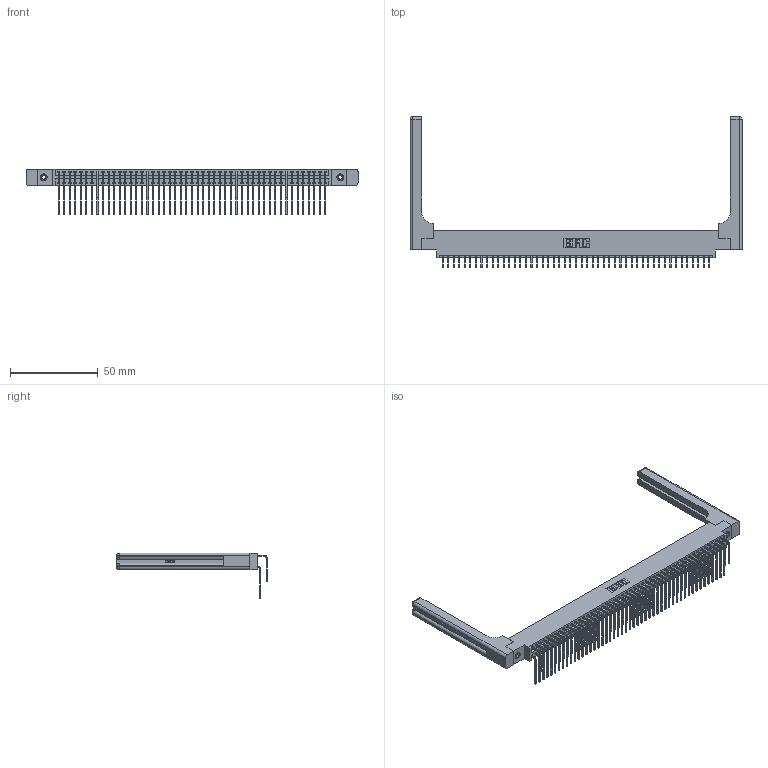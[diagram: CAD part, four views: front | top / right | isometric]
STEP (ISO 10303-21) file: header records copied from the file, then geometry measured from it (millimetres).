
FILE_DESCRIPTION (( 'STEP AP203' ), '1' );
FILE_NAME ('396-098-559-858.STEP', '2019-11-03T15:54:39', ( '' ), ( '' ), 'SwSTEP 2.0', 'SolidWorks 2016', '' );
FILE_SCHEMA (( 'CONFIG_CONTROL_DESIGN' ));
Length unit declared in the file: inch
Products named in the file (6): 346-220-058_345-220-058; 396-098-559-858; 345-250-001_345-250-001-102; 345-292-001_558 559 Tail - 1; 345-292-001_559 Tail - 2; 346 Part_0.170 Offset - 0.156 Dia-TH
Assembly tree (103 placements, depth 2):
  396-098-559-858
    346 Part_0.170 Offset - 0.156 Dia-TH
    345-292-001_558 559 Tail - 1  x49
    345-292-001_559 Tail - 2  x49
    345-250-001_345-250-001-102  x2
    346-220-058_345-220-058  x2
Bounding box: 189.64 x 86.17 x 26.16 mm (x, y, z)
Volume: 26451.2 mm3; surface area: 34032.2 mm2
Topology: 103 solids, 103 shells, 5674 faces, 16785 edges, 11038 vertices
Faces by surface type: plane 3854, cylinder 1760, bspline 36, cone 12, sphere 8, torus 4
Entity records: 38134 total; most frequent: CARTESIAN_POINT 7336, ORIENTED_EDGE 6016, DIRECTION 5420, EDGE_CURVE 3008, VECTOR 2548, LINE 2548, VERTEX_POINT 1994, AXIS2_PLACEMENT_3D 1436
